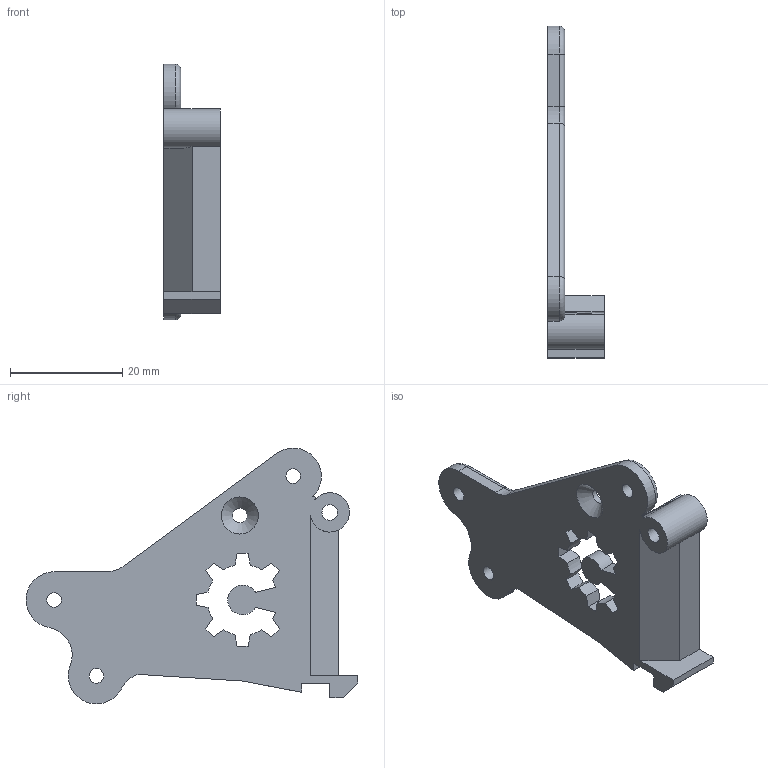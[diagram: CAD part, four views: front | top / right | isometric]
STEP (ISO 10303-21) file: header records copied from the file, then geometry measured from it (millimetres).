
FILE_DESCRIPTION(('FreeCAD Model'),'2;1');
FILE_NAME('Open CASCADE Shape Model','2023-04-24T13:04:55',('Author'),( ''),'Open CASCADE STEP processor 7.5','FreeCAD','Unknown');
FILE_SCHEMA(('AUTOMOTIVE_DESIGN { 1 0 10303 214 1 1 1 1 }'));
Length unit declared in the file: millimetre
Products named in the file (1): blower.holder
Bounding box: 10 x 59 x 45.49 mm (x, y, z)
Volume: 5719.3 mm3; surface area: 4399.7 mm2
Topology: 1 solids, 1 shells, 75 faces, 214 edges, 140 vertices
Faces by surface type: bspline 32, plane 19, cylinder 16, torus 7, cone 1
Full cylindrical faces by diameter (mm): 0.668 x1, 2.6 x4, 2.8 x1
Entity records: 6116 total; most frequent: CARTESIAN_POINT 2511, DIRECTION 439, ORIENTED_EDGE 426, PCURVE 426, DEFINITIONAL_REPRESENTATION 426, B_SPLINE_CURVE_WITH_KNOTS 327, LINE 237, VECTOR 237
